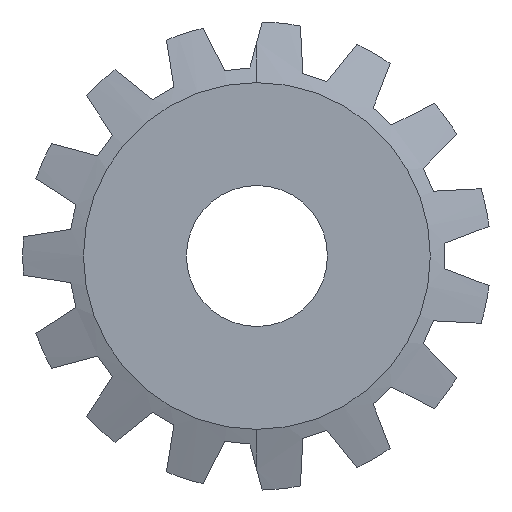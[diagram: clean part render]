
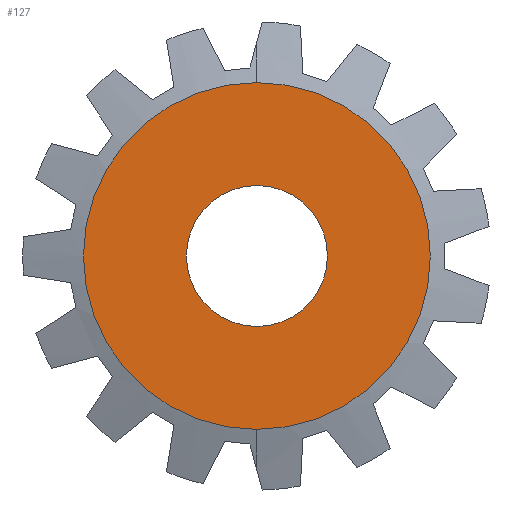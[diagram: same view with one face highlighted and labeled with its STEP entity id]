
A CAD part, left-side view. The second image highlights one B-rep face of the part: STEP entity #127.
In plain terms, the highlighted planar face has unit normal (-1, 0, 0).
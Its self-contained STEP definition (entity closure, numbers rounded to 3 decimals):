
#127=ADVANCED_FACE('',(#293,#294),#295,.T.);
#293=FACE_BOUND('',#461,.T.);
#294=FACE_OUTER_BOUND('',#462,.T.);
#295=PLANE('',#463);
#461=EDGE_LOOP('',(#1183,#1184));
#462=EDGE_LOOP('',(#1185,#1186));
#463=AXIS2_PLACEMENT_3D('',#1187,#1188,#1189);
#1183=ORIENTED_EDGE('',*,*,#1436,.T.);
#1184=ORIENTED_EDGE('',*,*,#1204,.T.);
#1185=ORIENTED_EDGE('',*,*,#1198,.F.);
#1186=ORIENTED_EDGE('',*,*,#1437,.F.);
#1187=CARTESIAN_POINT('',(-34.3,0.,3.075));
#1188=DIRECTION('',(-1.0,0.,0.));
#1189=DIRECTION('',(0.,0.,-1.0));
#1198=EDGE_CURVE('',#1438,#1441,#1442,.T.);
#1204=EDGE_CURVE('',#1447,#1451,#1453,.T.);
#1436=EDGE_CURVE('',#1451,#1447,#1837,.T.);
#1437=EDGE_CURVE('',#1441,#1438,#1838,.T.);
#1438=VERTEX_POINT('',#1839);
#1441=VERTEX_POINT('',#1843);
#1442=CIRCLE('',#1844,6.15);
#1447=VERTEX_POINT('',#1850);
#1451=VERTEX_POINT('',#1855);
#1453=CIRCLE('',#1858,2.5);
#1837=CIRCLE('',#3042,2.5);
#1838=CIRCLE('',#3043,6.15);
#1839=CARTESIAN_POINT('',(-34.3,0.,6.15));
#1843=CARTESIAN_POINT('',(-34.3,0.,-6.15));
#1844=AXIS2_PLACEMENT_3D('',#3045,#3046,#3047);
#1850=CARTESIAN_POINT('',(-34.3,2.5,0.));
#1855=CARTESIAN_POINT('',(-34.3,-2.5,0.));
#1858=AXIS2_PLACEMENT_3D('',#3057,#3058,#3059);
#3042=AXIS2_PLACEMENT_3D('',#3308,#3309,#3310);
#3043=AXIS2_PLACEMENT_3D('',#3311,#3312,#3313);
#3045=CARTESIAN_POINT('',(-34.3,0.0,0.0));
#3046=DIRECTION('',(1.0,0.0,-0.0));
#3047=DIRECTION('',(0.0,0.,1.0));
#3057=CARTESIAN_POINT('',(-34.3,0.0,0.0));
#3058=DIRECTION('',(1.0,0.,0.));
#3059=DIRECTION('',(0.0,1.0,0.));
#3308=CARTESIAN_POINT('',(-34.3,0.0,0.0));
#3309=DIRECTION('',(1.0,0.,0.));
#3310=DIRECTION('',(0.0,1.0,0.));
#3311=CARTESIAN_POINT('',(-34.3,0.0,0.0));
#3312=DIRECTION('',(1.0,0.0,-0.0));
#3313=DIRECTION('',(0.0,0.,1.0));
